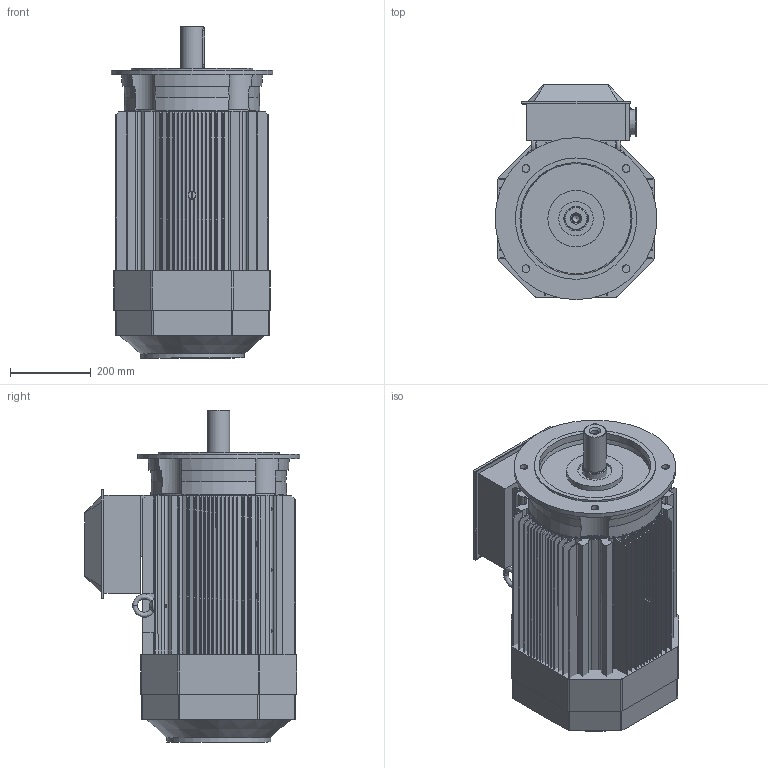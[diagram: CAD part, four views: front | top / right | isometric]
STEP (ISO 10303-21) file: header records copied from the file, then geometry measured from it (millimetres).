
FILE_DESCRIPTION((''),'2;1');
FILE_NAME('3GZV100086-21.stp','2015-07-02T11:26:43',('sejotaa1'),(''),'Autodesk Inventor 2011','Autodesk Inventor 2011','');
FILE_SCHEMA(('AUTOMOTIVE_DESIGN { 1 0 10303 214 1 1 1 1 }'));
Length unit declared in the file: millimetre
Products named in the file (1): 3GZV100086-21
Bounding box: 400 x 532.06 x 820.64 mm (x, y, z)
Volume: 98757879 mm3; surface area: 7333412.7 mm2
Topology: 16 solids, 148 shells, 2010 faces, 5364 edges, 3552 vertices
Faces by surface type: plane 1020, cylinder 834, cone 90, bspline 42, torus 24
Full cylindrical faces by diameter (mm): 3.3 x8, 5.5 x8, 6.6 x2, 8.4 x2, 10.106 x12, 11 x2, 12 x4, 16 x4, 17.294 x2, 19 x8, 20 x2, 20.127 x4, 21 x2, 30 x4, 47 x2, 49 x2, 49.4 x2, 50 x2, 54.4 x2, 55 x2, 57 x2, 59 x4, 59.4 x2, 60 x2, 61.376 x2, 63 x6, 70 x4, 71 x4, 85 x2, 139 x2
Entity records: 71550 total; most frequent: CARTESIAN_POINT 19207, DIRECTION 10556, ORIENTED_EDGE 9892, EDGE_CURVE 5122, AXIS2_PLACEMENT_3D 3925, VERTEX_POINT 3514, VECTOR 2706, LINE 2706
